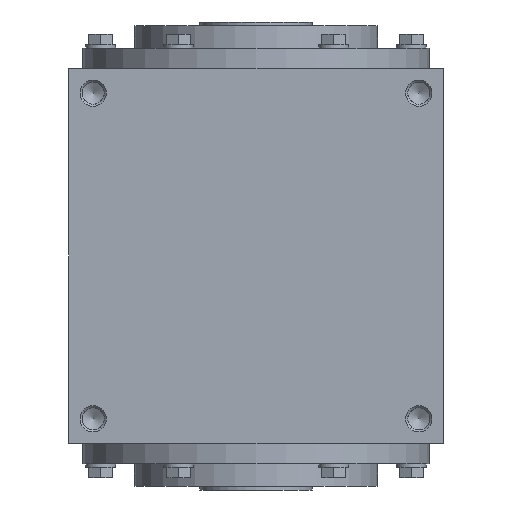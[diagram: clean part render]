
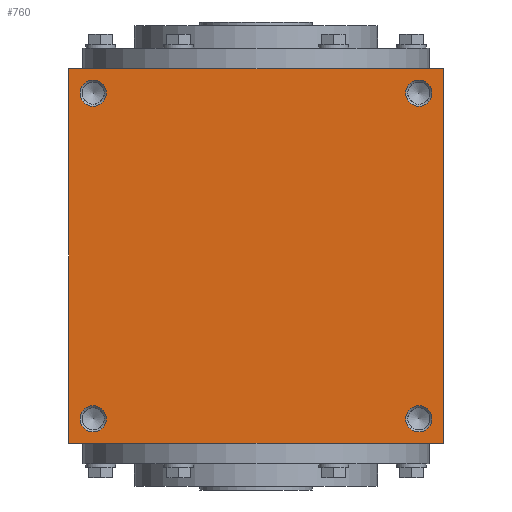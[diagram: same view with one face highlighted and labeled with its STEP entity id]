
A CAD part, left-side view. The second image highlights one B-rep face of the part: STEP entity #760.
In plain terms, the highlighted face is planar.
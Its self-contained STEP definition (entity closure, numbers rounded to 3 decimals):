
#760 = ADVANCED_FACE( '', ( #1521, #1522, #1523, #1524, #1525 ), #1526, .F. );
#1521 = FACE_BOUND( '', #2209, .T. );
#1522 = FACE_BOUND( '', #2210, .T. );
#1523 = FACE_BOUND( '', #2211, .T. );
#1524 = FACE_BOUND( '', #2212, .T. );
#1525 = FACE_OUTER_BOUND( '', #2213, .T. );
#1526 = PLANE( '', #2214 );
#2209 = EDGE_LOOP( '', ( #3532 ) );
#2210 = EDGE_LOOP( '', ( #3533 ) );
#2211 = EDGE_LOOP( '', ( #3534 ) );
#2212 = EDGE_LOOP( '', ( #3535 ) );
#2213 = EDGE_LOOP( '', ( #3536, #3537, #3538, #3539 ) );
#2214 = AXIS2_PLACEMENT_3D( '', #3540, #3541, #3542 );
#3532 = ORIENTED_EDGE( '', *, *, #4035, .F. );
#3533 = ORIENTED_EDGE( '', *, *, #3954, .T. );
#3534 = ORIENTED_EDGE( '', *, *, #4022, .F. );
#3535 = ORIENTED_EDGE( '', *, *, #3799, .T. );
#3536 = ORIENTED_EDGE( '', *, *, #4019, .F. );
#3537 = ORIENTED_EDGE( '', *, *, #4029, .F. );
#3538 = ORIENTED_EDGE( '', *, *, #3744, .F. );
#3539 = ORIENTED_EDGE( '', *, *, #3718, .F. );
#3540 = CARTESIAN_POINT( '', ( 0., 0., -100. ) );
#3541 = DIRECTION( '', ( 0., 0., 1. ) );
#3542 = DIRECTION( '', ( 1., 0., 0. ) );
#3718 = EDGE_CURVE( '', #4319, #4320, #4321, .T. );
#3744 = EDGE_CURVE( '', #4320, #4363, #4364, .T. );
#3799 = EDGE_CURVE( '', #4443, #4443, #4444, .T. );
#3954 = EDGE_CURVE( '', #4660, #4660, #4661, .T. );
#4019 = EDGE_CURVE( '', #4731, #4319, #4732, .T. );
#4022 = EDGE_CURVE( '', #4735, #4735, #4736, .T. );
#4029 = EDGE_CURVE( '', #4363, #4731, #4744, .T. );
#4035 = EDGE_CURVE( '', #4750, #4750, #4751, .T. );
#4319 = VERTEX_POINT( '', #5079 );
#4320 = VERTEX_POINT( '', #5080 );
#4321 = LINE( '', #5081, #5082 );
#4363 = VERTEX_POINT( '', #5142 );
#4364 = LINE( '', #5143, #5144 );
#4443 = VERTEX_POINT( '', #5271 );
#4444 = CIRCLE( '', #5272, 7. );
#4660 = VERTEX_POINT( '', #5551 );
#4661 = CIRCLE( '', #5552, 7. );
#4731 = VERTEX_POINT( '', #5644 );
#4732 = LINE( '', #5645, #5646 );
#4735 = VERTEX_POINT( '', #5650 );
#4736 = CIRCLE( '', #5651, 7. );
#4744 = LINE( '', #5659, #5660 );
#4750 = VERTEX_POINT( '', #5666 );
#4751 = CIRCLE( '', #5667, 7. );
#5079 = CARTESIAN_POINT( '', ( -100., -100., -100. ) );
#5080 = CARTESIAN_POINT( '', ( 100., -100., -100. ) );
#5081 = CARTESIAN_POINT( '', ( -100., -100., -100. ) );
#5082 = VECTOR( '', #6000, 1000. );
#5142 = CARTESIAN_POINT( '', ( 100., 100., -100. ) );
#5143 = CARTESIAN_POINT( '', ( 100., -100., -100. ) );
#5144 = VECTOR( '', #6037, 1000. );
#5271 = CARTESIAN_POINT( '', ( 94., -87., -100. ) );
#5272 = AXIS2_PLACEMENT_3D( '', #6103, #6104, #6105 );
#5551 = CARTESIAN_POINT( '', ( 94., 87., -100. ) );
#5552 = AXIS2_PLACEMENT_3D( '', #6331, #6332, #6333 );
#5644 = CARTESIAN_POINT( '', ( -100., 100., -100. ) );
#5645 = CARTESIAN_POINT( '', ( -100., 100., -100. ) );
#5646 = VECTOR( '', #6389, 1000. );
#5650 = CARTESIAN_POINT( '', ( -94., -87., -100. ) );
#5651 = AXIS2_PLACEMENT_3D( '', #6391, #6392, #6393 );
#5659 = CARTESIAN_POINT( '', ( 100., 100., -100. ) );
#5660 = VECTOR( '', #6400, 1000. );
#5666 = CARTESIAN_POINT( '', ( -94., 87., -100. ) );
#5667 = AXIS2_PLACEMENT_3D( '', #6401, #6402, #6403 );
#6000 = DIRECTION( '', ( 1., 0., 0. ) );
#6037 = DIRECTION( '', ( 0., 1., 0. ) );
#6103 = CARTESIAN_POINT( '', ( 87., -87., -100. ) );
#6104 = DIRECTION( '', ( 0., 0., 1. ) );
#6105 = DIRECTION( '', ( 1., 0., 0. ) );
#6331 = CARTESIAN_POINT( '', ( 87., 87., -100. ) );
#6332 = DIRECTION( '', ( 0., 0., 1. ) );
#6333 = DIRECTION( '', ( 1., 0., 0. ) );
#6389 = DIRECTION( '', ( 0., -1., 0. ) );
#6391 = CARTESIAN_POINT( '', ( -87., -87., -100. ) );
#6392 = DIRECTION( '', ( 0., 0., -1. ) );
#6393 = DIRECTION( '', ( -1., 0., 0. ) );
#6400 = DIRECTION( '', ( -1., 0., 0. ) );
#6401 = CARTESIAN_POINT( '', ( -87., 87., -100. ) );
#6402 = DIRECTION( '', ( 0., 0., -1. ) );
#6403 = DIRECTION( '', ( -1., 0., 0. ) );
